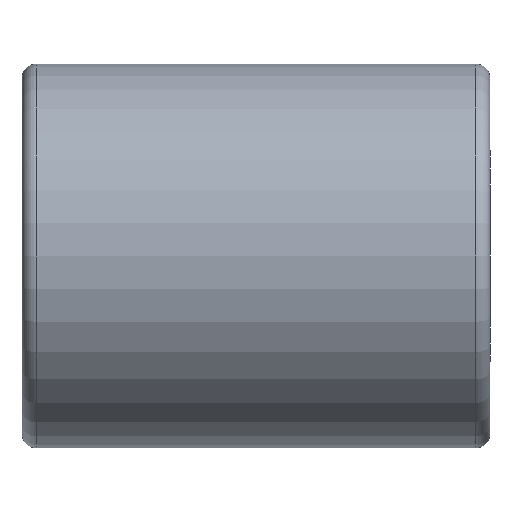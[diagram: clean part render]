
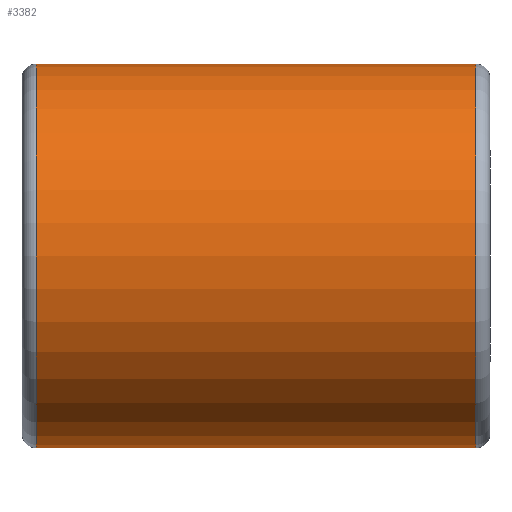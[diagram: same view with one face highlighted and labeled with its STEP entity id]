
A CAD part, front view. The second image highlights one B-rep face of the part: STEP entity #3382.
In plain terms, the highlighted cylindrical face has radius 41 mm (diameter 82 mm), a partial arc.
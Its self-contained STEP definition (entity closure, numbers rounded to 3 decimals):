
#211 = VERTEX_POINT ( 'NONE', #2928 ) ;
#250 = CARTESIAN_POINT ( 'NONE',  ( 97., 0., -41. ) ) ;
#722 = VECTOR ( 'NONE', #3801, 1000. ) ;
#959 = EDGE_CURVE ( 'NONE', #3978, #5087, #3470, .T. ) ;
#1312 = CARTESIAN_POINT ( 'NONE',  ( 0., 0., 41. ) ) ;
#1454 = CARTESIAN_POINT ( 'NONE',  ( 3., 0., -41. ) ) ;
#1462 = DIRECTION ( 'NONE',  ( 0., 0., 1. ) ) ;
#1602 = EDGE_LOOP ( 'NONE', ( #3093, #2489, #2546, #3438 ) ) ;
#1810 = CYLINDRICAL_SURFACE ( 'NONE', #4349, 41. ) ;
#1848 = EDGE_CURVE ( 'NONE', #3133, #5087, #2541, .T. ) ;
#1886 = DIRECTION ( 'NONE',  ( -1., 0., 0. ) ) ;
#2261 = DIRECTION ( 'NONE',  ( 0., 0., 1. ) ) ;
#2266 = VECTOR ( 'NONE', #3620, 1000. ) ;
#2322 = CARTESIAN_POINT ( 'NONE',  ( 0., 0., 0. ) ) ;
#2467 = DIRECTION ( 'NONE',  ( 1., 0., 0. ) ) ;
#2489 = ORIENTED_EDGE ( 'NONE', *, *, #4102, .T. ) ;
#2541 = LINE ( 'NONE', #2645, #722 ) ;
#2546 = ORIENTED_EDGE ( 'NONE', *, *, #3668, .T. ) ;
#2600 = DIRECTION ( 'NONE',  ( -1., 0., 0. ) ) ;
#2645 = CARTESIAN_POINT ( 'NONE',  ( 0., 0., -41. ) ) ;
#2928 = CARTESIAN_POINT ( 'NONE',  ( 97., 0., 41. ) ) ;
#3015 = CARTESIAN_POINT ( 'NONE',  ( 97., 0., 0. ) ) ;
#3069 = FACE_OUTER_BOUND ( 'NONE', #1602, .T. ) ;
#3093 = ORIENTED_EDGE ( 'NONE', *, *, #1848, .F. ) ;
#3133 = VERTEX_POINT ( 'NONE', #250 ) ;
#3336 = AXIS2_PLACEMENT_3D ( 'NONE', #3387, #2467, #4687 ) ;
#3382 = ADVANCED_FACE ( 'NONE', ( #3069 ), #1810, .T. ) ;
#3387 = CARTESIAN_POINT ( 'NONE',  ( 3., 0., 0. ) ) ;
#3438 = ORIENTED_EDGE ( 'NONE', *, *, #959, .T. ) ;
#3440 = LINE ( 'NONE', #1312, #2266 ) ;
#3470 = CIRCLE ( 'NONE', #3336, 41. ) ;
#3620 = DIRECTION ( 'NONE',  ( -1., 0., 0. ) ) ;
#3668 = EDGE_CURVE ( 'NONE', #211, #3978, #3440, .T. ) ;
#3801 = DIRECTION ( 'NONE',  ( -1., 0., 0. ) ) ;
#3978 = VERTEX_POINT ( 'NONE', #4184 ) ;
#4102 = EDGE_CURVE ( 'NONE', #3133, #211, #4521, .T. ) ;
#4184 = CARTESIAN_POINT ( 'NONE',  ( 3., 0., 41. ) ) ;
#4349 = AXIS2_PLACEMENT_3D ( 'NONE', #2322, #1886, #2261 ) ;
#4521 = CIRCLE ( 'NONE', #5100, 41. ) ;
#4687 = DIRECTION ( 'NONE',  ( 0., 0., -1. ) ) ;
#5087 = VERTEX_POINT ( 'NONE', #1454 ) ;
#5100 = AXIS2_PLACEMENT_3D ( 'NONE', #3015, #2600, #1462 ) ;
